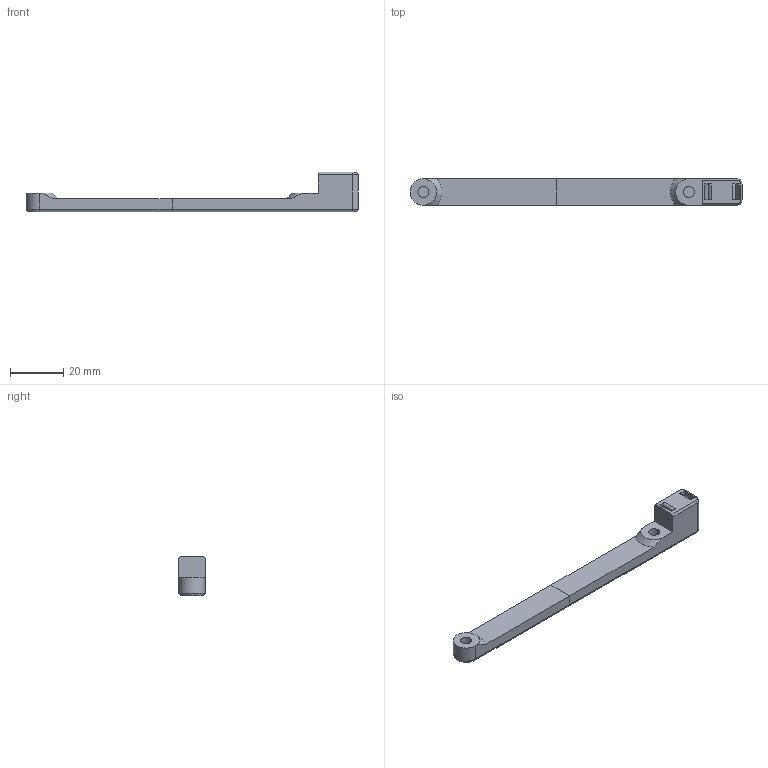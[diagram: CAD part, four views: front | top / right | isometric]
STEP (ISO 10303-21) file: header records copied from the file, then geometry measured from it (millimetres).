
FILE_DESCRIPTION(/* description */ (''),/* implementation_level */ '2;1');
FILE_NAME(/* name */ 'MCU adapter.step',/* time_stamp */ '2025-02-18T10:51:23+03:00',/* author */ (''),/* organization */ (''),/* preprocessor_version */ 'ST-DEVELOPER v20',/* originating_system */ 'Autodesk Translation Framework v13.14.0.145',/* authorisation */ '');
FILE_SCHEMA (('AUTOMOTIVE_DESIGN { 1 0 10303 214 3 1 1 }'));
Length unit declared in the file: millimetre
Products named in the file (1): (Unsaved)
Bounding box: 125 x 10 x 15 mm (x, y, z)
Volume: 7442.2 mm3; surface area: 5005.3 mm2
Topology: 2 solids, 2 shells, 51 faces, 117 edges, 74 vertices
Faces by surface type: plane 33, cylinder 11, cone 7
Full cylindrical faces by diameter (mm): 4.2 x4
Entity records: 1465 total; most frequent: CARTESIAN_POINT 251, DIRECTION 248, ORIENTED_EDGE 234, EDGE_CURVE 117, AXIS2_PLACEMENT_3D 83, LINE 82, VECTOR 82, VERTEX_POINT 74
